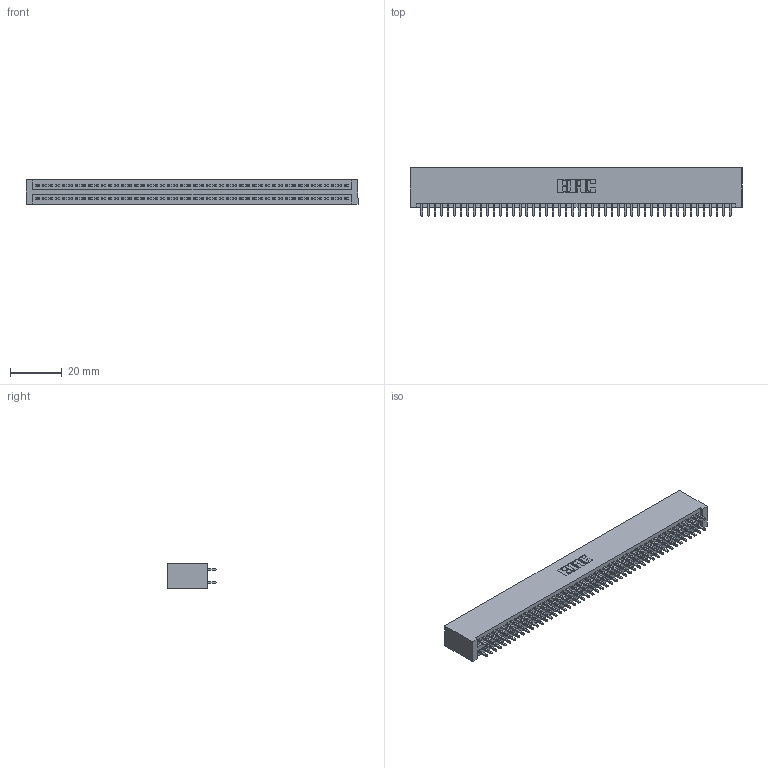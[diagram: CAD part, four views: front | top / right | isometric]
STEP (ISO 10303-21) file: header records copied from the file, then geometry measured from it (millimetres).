
FILE_DESCRIPTION (( 'STEP AP203' ), '1' );
FILE_NAME ('395-096-521-201.STEP', '2019-10-25T23:51:24', ( '' ), ( '' ), 'SwSTEP 2.0', 'SolidWorks 2016', '' );
FILE_SCHEMA (( 'CONFIG_CONTROL_DESIGN' ));
Length unit declared in the file: inch
Products named in the file (3): 345-292-001_345-293-121; 395-096-521-201; 345 Part_No Mounting Lugs
Assembly tree (97 placements, depth 2):
  395-096-521-201
    345 Part_No Mounting Lugs
    345-292-001_345-293-121  x96
Bounding box: 128.52 x 18.72 x 9.4 mm (x, y, z)
Volume: 13117.4 mm3; surface area: 19554.1 mm2
Topology: 97 solids, 97 shells, 4918 faces, 14621 edges, 9618 vertices
Faces by surface type: plane 3244, cylinder 1674
Entity records: 36595 total; most frequent: CARTESIAN_POINT 6128, ORIENTED_EDGE 6062, DIRECTION 5391, EDGE_CURVE 3031, LINE 2715, VECTOR 2715, VERTEX_POINT 2018, AXIS2_PLACEMENT_3D 1338
